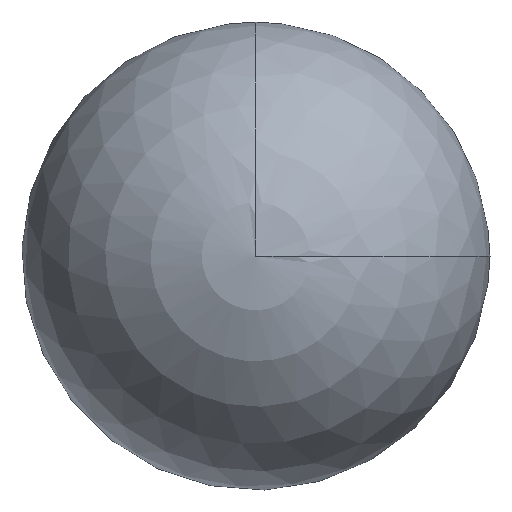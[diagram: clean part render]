
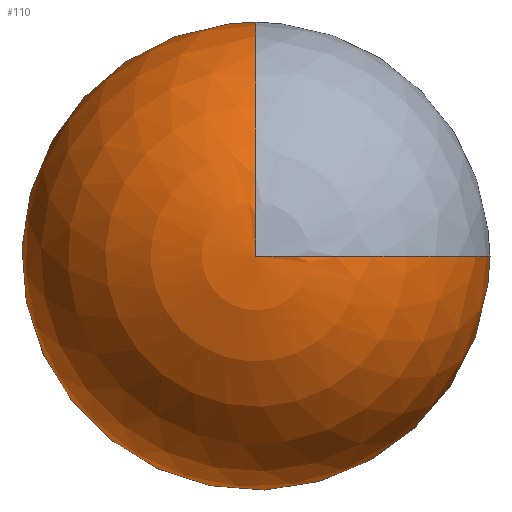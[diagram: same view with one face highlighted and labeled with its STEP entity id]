
A CAD part, left-side view. The second image highlights one B-rep face of the part: STEP entity #110.
In plain terms, the highlighted spherical face has radius 8 mm.
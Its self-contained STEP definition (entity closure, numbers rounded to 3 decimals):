
#110=ADVANCED_FACE('',(#119),#115,.T.);
#115=SPHERICAL_SURFACE('',#276,8.);
#119=FACE_OUTER_BOUND('',#149,.T.);
#149=EDGE_LOOP('',(#181,#182,#183));
#181=ORIENTED_EDGE('',*,*,#223,.F.);
#182=ORIENTED_EDGE('',*,*,#221,.T.);
#183=ORIENTED_EDGE('',*,*,#220,.T.);
#203=VERTEX_POINT('',#395);
#204=VERTEX_POINT('',#396);
#205=VERTEX_POINT('',#398);
#220=EDGE_CURVE('',#203,#204,#239,.T.);
#221=EDGE_CURVE('',#205,#203,#240,.T.);
#223=EDGE_CURVE('',#205,#204,#242,.T.);
#239=CIRCLE('',#271,8.);
#240=CIRCLE('',#272,8.);
#242=CIRCLE('',#275,6.928);
#271=AXIS2_PLACEMENT_3D('',#394,#335,#336);
#272=AXIS2_PLACEMENT_3D('',#397,#337,#338);
#275=AXIS2_PLACEMENT_3D('',#401,#343,#344);
#276=AXIS2_PLACEMENT_3D('',#402,#345,#346);
#335=DIRECTION('',(0.,1.,0.));
#336=DIRECTION('',(1.,0.,0.));
#337=DIRECTION('',(0.,0.,-1.));
#338=DIRECTION('',(1.,0.,0.));
#343=DIRECTION('',(1.,0.,0.));
#344=DIRECTION('',(0.,-1.,0.));
#345=DIRECTION('',(1.,0.,0.));
#346=DIRECTION('',(0.,1.,0.));
#394=CARTESIAN_POINT('',(8.,0.,0.));
#395=CARTESIAN_POINT('',(0.,0.,0.));
#396=CARTESIAN_POINT('',(12.,0.,6.928));
#397=CARTESIAN_POINT('',(8.,0.,0.));
#398=CARTESIAN_POINT('',(12.,-6.928,0.));
#401=CARTESIAN_POINT('',(12.,0.,0.));
#402=CARTESIAN_POINT('',(8.,0.,0.));
